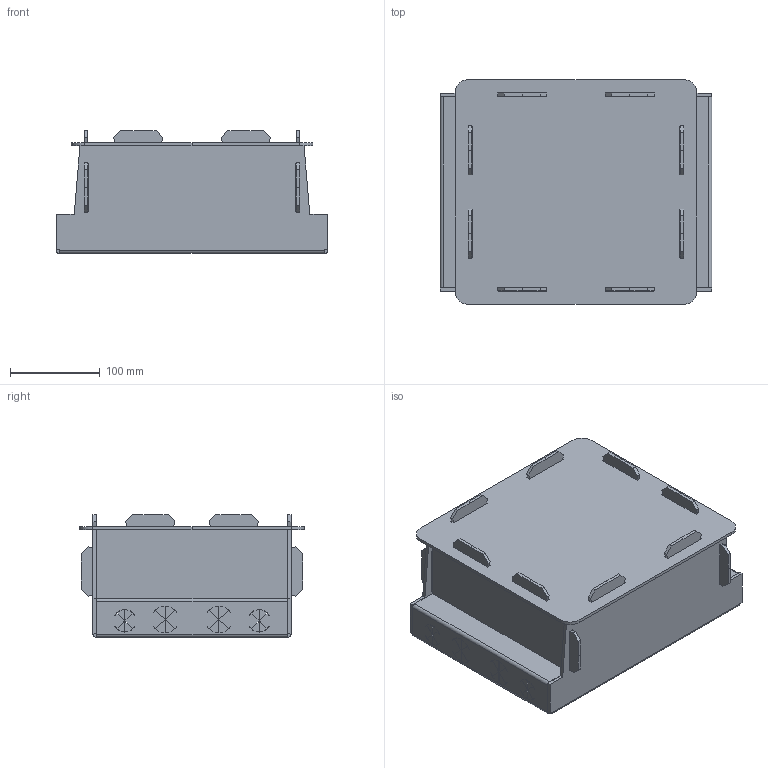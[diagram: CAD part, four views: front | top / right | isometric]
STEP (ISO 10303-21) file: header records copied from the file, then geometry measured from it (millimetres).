
FILE_DESCRIPTION(('CATIA V5 STEP Exchange','CAx-IF Rec.Pracs.--- Model Styling and Organization---1.4--- 2014-01-23'),'2;1');
FILE_NAME('D009448_A-MOD-04.stp','2019-03-08T13:36:24+00:00',('none'),('none'),'CATIA Version 5-6 Release 2017 SP3','CATIA V5 STEP AP214','none');
FILE_SCHEMA(('AUTOMOTIVE_DESIGN { 1 0 10303 214 1 1 1 1 }'));
Length unit declared in the file: millimetre
Products named in the file (1): eco box 12M
Bounding box: 303 x 251 x 137 mm (x, y, z)
Volume: 933817.9 mm3; surface area: 557902.9 mm2
Topology: 2 solids, 2 shells, 574 faces, 1708 edges, 1142 vertices
Faces by surface type: plane 400, cylinder 174
Entity records: 16928 total; most frequent: ORIENTED_EDGE 3416, CARTESIAN_POINT 3016, DIRECTION 2038, EDGE_CURVE 1708, VECTOR 1356, LINE 1356, VERTEX_POINT 1142, EDGE_LOOP 620
